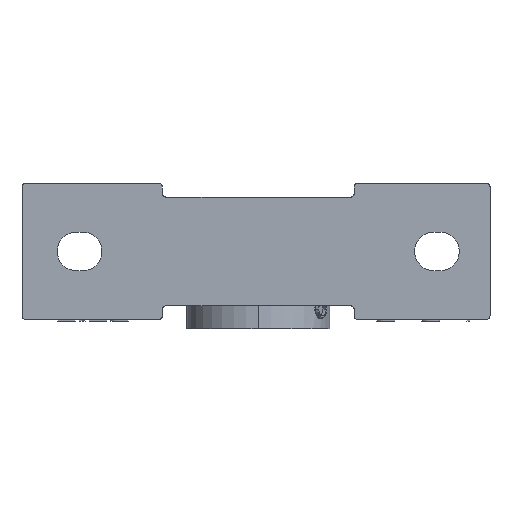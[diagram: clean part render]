
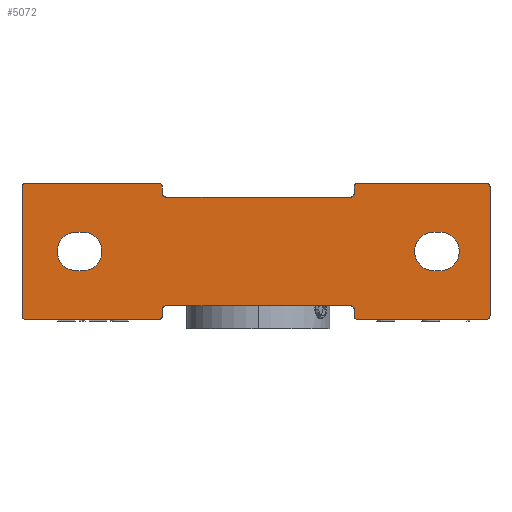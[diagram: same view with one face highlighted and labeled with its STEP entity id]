
A CAD part, front view. The second image highlights one B-rep face of the part: STEP entity #5072.
In plain terms, the highlighted planar face has unit normal (0, -1, 0).
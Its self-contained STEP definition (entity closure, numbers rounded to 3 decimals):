
#457=CARTESIAN_POINT('',(47.572,0.,29.778));
#458=DIRECTION('',(0.,1.,0.));
#459=DIRECTION('',(1.,0.,0.));
#460=AXIS2_PLACEMENT_3D('',#457,#458,#459);
#473=DIRECTION('',(1.,0.,0.));
#474=VECTOR('',#473,3.);
#475=CARTESIAN_POINT('',(-93.5,0.,-10.));
#476=LINE('',#475,#474);
#477=CARTESIAN_POINT('',(-90.5,0.,0.));
#478=DIRECTION('',(0.,-1.,0.));
#479=DIRECTION('',(0.,0.,-1.));
#480=AXIS2_PLACEMENT_3D('',#477,#478,#479);
#482=DIRECTION('',(-1.,0.,0.));
#483=VECTOR('',#482,3.);
#484=CARTESIAN_POINT('',(-90.5,0.,10.));
#485=LINE('',#484,#483);
#486=CARTESIAN_POINT('',(-93.5,0.,0.));
#487=DIRECTION('',(0.,-1.,0.));
#488=DIRECTION('',(0.,0.,1.));
#489=AXIS2_PLACEMENT_3D('',#486,#487,#488);
#491=CARTESIAN_POINT('',(93.5,0.,0.));
#492=DIRECTION('',(0.,-1.,0.));
#493=DIRECTION('',(0.,0.,-1.));
#494=AXIS2_PLACEMENT_3D('',#491,#492,#493);
#496=DIRECTION('',(-1.,0.,0.));
#497=VECTOR('',#496,3.);
#498=CARTESIAN_POINT('',(93.5,0.,10.));
#499=LINE('',#498,#497);
#500=CARTESIAN_POINT('',(90.5,0.,0.));
#501=DIRECTION('',(0.,-1.,0.));
#502=DIRECTION('',(0.,0.,1.));
#503=AXIS2_PLACEMENT_3D('',#500,#501,#502);
#505=DIRECTION('',(1.,0.,0.));
#506=VECTOR('',#505,3.);
#507=CARTESIAN_POINT('',(90.5,0.,-10.));
#508=LINE('',#507,#506);
#509=CARTESIAN_POINT('',(-51.128,0.,33.222));
#510=DIRECTION('',(0.,-1.,0.));
#511=DIRECTION('',(1.,0.,0.));
#512=AXIS2_PLACEMENT_3D('',#509,#510,#511);
#514=DIRECTION('',(0.,0.,-1.));
#515=VECTOR('',#514,3.444);
#516=CARTESIAN_POINT('',(-49.35,0.,33.222));
#517=LINE('',#516,#515);
#518=DIRECTION('',(1.,0.,0.));
#519=VECTOR('',#518,95.144);
#520=CARTESIAN_POINT('',(-47.572,0.,28.));
#521=LINE('',#520,#519);
#522=DIRECTION('',(0.,0.,1.));
#523=VECTOR('',#522,3.444);
#524=CARTESIAN_POINT('',(49.35,0.,29.778));
#525=LINE('',#524,#523);
#526=CARTESIAN_POINT('',(51.128,0.,33.222));
#527=DIRECTION('',(0.,-1.,0.));
#528=DIRECTION('',(0.,0.,1.));
#529=AXIS2_PLACEMENT_3D('',#526,#527,#528);
#531=DIRECTION('',(1.,0.,0.));
#532=VECTOR('',#531,66.444);
#533=CARTESIAN_POINT('',(51.128,0.,35.));
#534=LINE('',#533,#532);
#535=CARTESIAN_POINT('',(117.572,0.,33.222));
#536=DIRECTION('',(0.,-1.,0.));
#537=DIRECTION('',(1.,0.,0.));
#538=AXIS2_PLACEMENT_3D('',#535,#536,#537);
#540=DIRECTION('',(0.,0.,-1.));
#541=VECTOR('',#540,66.444);
#542=CARTESIAN_POINT('',(119.35,0.,33.222));
#543=LINE('',#542,#541);
#544=CARTESIAN_POINT('',(117.572,0.,-33.222));
#545=DIRECTION('',(0.,-1.,0.));
#546=DIRECTION('',(0.,0.,-1.));
#547=AXIS2_PLACEMENT_3D('',#544,#545,#546);
#549=DIRECTION('',(-1.,0.,0.));
#550=VECTOR('',#549,66.444);
#551=CARTESIAN_POINT('',(117.572,0.,-35.));
#552=LINE('',#551,#550);
#553=CARTESIAN_POINT('',(51.128,0.,-33.222));
#554=DIRECTION('',(0.,-1.,0.));
#555=DIRECTION('',(-1.,0.,0.));
#556=AXIS2_PLACEMENT_3D('',#553,#554,#555);
#558=DIRECTION('',(0.,0.,1.));
#559=VECTOR('',#558,3.444);
#560=CARTESIAN_POINT('',(49.35,0.,-33.222));
#561=LINE('',#560,#559);
#562=DIRECTION('',(-1.,0.,0.));
#563=VECTOR('',#562,95.144);
#564=CARTESIAN_POINT('',(47.572,0.,-28.));
#565=LINE('',#564,#563);
#566=DIRECTION('',(0.,0.,-1.));
#567=VECTOR('',#566,3.444);
#568=CARTESIAN_POINT('',(-49.35,0.,-29.778));
#569=LINE('',#568,#567);
#570=CARTESIAN_POINT('',(-51.128,0.,-33.222));
#571=DIRECTION('',(0.,-1.,0.));
#572=DIRECTION('',(0.,0.,-1.));
#573=AXIS2_PLACEMENT_3D('',#570,#571,#572);
#575=DIRECTION('',(-1.,0.,0.));
#576=VECTOR('',#575,68.744);
#577=CARTESIAN_POINT('',(-51.128,0.,-35.));
#578=LINE('',#577,#576);
#579=CARTESIAN_POINT('',(-119.872,0.,-33.222));
#580=DIRECTION('',(0.,-1.,0.));
#581=DIRECTION('',(-1.,0.,0.));
#582=AXIS2_PLACEMENT_3D('',#579,#580,#581);
#584=DIRECTION('',(0.,0.,1.));
#585=VECTOR('',#584,66.444);
#586=CARTESIAN_POINT('',(-121.65,0.,-33.222));
#587=LINE('',#586,#585);
#588=CARTESIAN_POINT('',(-119.872,0.,33.222));
#589=DIRECTION('',(0.,-1.,0.));
#590=DIRECTION('',(0.,0.,1.));
#591=AXIS2_PLACEMENT_3D('',#588,#589,#590);
#593=DIRECTION('',(1.,0.,0.));
#594=VECTOR('',#593,68.744);
#595=CARTESIAN_POINT('',(-119.872,0.,35.));
#596=LINE('',#595,#594);
#1147=CARTESIAN_POINT('',(47.572,0.,-29.778));
#1148=DIRECTION('',(0.,1.,0.));
#1149=DIRECTION('',(0.,0.,1.));
#1150=AXIS2_PLACEMENT_3D('',#1147,#1148,#1149);
#1228=CARTESIAN_POINT('',(-47.572,0.,-29.778));
#1229=DIRECTION('',(0.,1.,0.));
#1230=DIRECTION('',(-1.,0.,0.));
#1231=AXIS2_PLACEMENT_3D('',#1228,#1229,#1230);
#1344=CARTESIAN_POINT('',(-47.572,0.,29.778));
#1345=DIRECTION('',(0.,1.,0.));
#1346=DIRECTION('',(0.,0.,-1.));
#1347=AXIS2_PLACEMENT_3D('',#1344,#1345,#1346);
#3656=CARTESIAN_POINT('',(-93.5,0.,-10.));
#3657=CARTESIAN_POINT('',(-90.5,0.,-10.));
#3658=VERTEX_POINT('',#3656);
#3659=VERTEX_POINT('',#3657);
#3660=CARTESIAN_POINT('',(-90.5,0.,10.));
#3661=VERTEX_POINT('',#3660);
#3662=CARTESIAN_POINT('',(-93.5,0.,10.));
#3663=VERTEX_POINT('',#3662);
#3664=CARTESIAN_POINT('',(93.5,0.,-10.));
#3665=CARTESIAN_POINT('',(93.5,0.,10.));
#3666=VERTEX_POINT('',#3664);
#3667=VERTEX_POINT('',#3665);
#3668=CARTESIAN_POINT('',(90.5,0.,10.));
#3669=VERTEX_POINT('',#3668);
#3670=CARTESIAN_POINT('',(90.5,0.,-10.));
#3671=VERTEX_POINT('',#3670);
#3704=CARTESIAN_POINT('',(47.572,0.,-28.));
#3706=VERTEX_POINT('',#3704);
#3708=CARTESIAN_POINT('',(-47.572,0.,-28.));
#3710=VERTEX_POINT('',#3708);
#3712=CARTESIAN_POINT('',(47.572,0.,28.));
#3714=VERTEX_POINT('',#3712);
#3716=CARTESIAN_POINT('',(-47.572,0.,28.));
#3718=VERTEX_POINT('',#3716);
#3720=CARTESIAN_POINT('',(49.35,0.,-29.778));
#3721=VERTEX_POINT('',#3720);
#3722=CARTESIAN_POINT('',(-49.35,0.,-29.778));
#3723=VERTEX_POINT('',#3722);
#3724=CARTESIAN_POINT('',(49.35,0.,29.778));
#3725=VERTEX_POINT('',#3724);
#3726=CARTESIAN_POINT('',(-49.35,0.,33.222));
#3727=CARTESIAN_POINT('',(-51.128,0.,35.));
#3728=VERTEX_POINT('',#3726);
#3729=VERTEX_POINT('',#3727);
#3730=CARTESIAN_POINT('',(51.128,0.,35.));
#3731=CARTESIAN_POINT('',(49.35,0.,33.222));
#3732=VERTEX_POINT('',#3730);
#3733=VERTEX_POINT('',#3731);
#3734=CARTESIAN_POINT('',(119.35,0.,33.222));
#3735=CARTESIAN_POINT('',(117.572,0.,35.));
#3736=VERTEX_POINT('',#3734);
#3737=VERTEX_POINT('',#3735);
#3738=CARTESIAN_POINT('',(117.572,0.,-35.));
#3739=CARTESIAN_POINT('',(119.35,0.,-33.222));
#3740=VERTEX_POINT('',#3738);
#3741=VERTEX_POINT('',#3739);
#3742=CARTESIAN_POINT('',(-119.872,0.,35.));
#3743=CARTESIAN_POINT('',(-121.65,0.,33.222));
#3744=VERTEX_POINT('',#3742);
#3745=VERTEX_POINT('',#3743);
#3746=CARTESIAN_POINT('',(-121.65,0.,-33.222));
#3747=CARTESIAN_POINT('',(-119.872,0.,-35.));
#3748=VERTEX_POINT('',#3746);
#3749=VERTEX_POINT('',#3747);
#3750=CARTESIAN_POINT('',(-51.128,0.,-35.));
#3751=CARTESIAN_POINT('',(-49.35,0.,-33.222));
#3752=VERTEX_POINT('',#3750);
#3753=VERTEX_POINT('',#3751);
#3754=CARTESIAN_POINT('',(49.35,0.,-33.222));
#3755=CARTESIAN_POINT('',(51.128,0.,-35.));
#3756=VERTEX_POINT('',#3754);
#3757=VERTEX_POINT('',#3755);
#3758=CARTESIAN_POINT('',(-49.35,0.,29.778));
#3759=VERTEX_POINT('',#3758);
#5005=CARTESIAN_POINT('',(0.,0.,0.));
#5006=DIRECTION('',(0.,1.,0.));
#5007=DIRECTION('',(1.,0.,0.));
#5008=AXIS2_PLACEMENT_3D('',#5005,#5006,#5007);
#5009=PLANE('',#5008);
#5011=ORIENTED_EDGE('',*,*,#5010,.F.);
#5013=ORIENTED_EDGE('',*,*,#5012,.T.);
#5015=ORIENTED_EDGE('',*,*,#5014,.F.);
#5017=ORIENTED_EDGE('',*,*,#5016,.T.);
#5018=ORIENTED_EDGE('',*,*,#4992,.F.);
#5019=ORIENTED_EDGE('',*,*,#4981,.T.);
#5020=ORIENTED_EDGE('',*,*,#4966,.F.);
#5021=ORIENTED_EDGE('',*,*,#4951,.T.);
#5022=ORIENTED_EDGE('',*,*,#4936,.F.);
#5023=ORIENTED_EDGE('',*,*,#4921,.T.);
#5024=ORIENTED_EDGE('',*,*,#4906,.F.);
#5025=ORIENTED_EDGE('',*,*,#4676,.T.);
#5027=ORIENTED_EDGE('',*,*,#5026,.F.);
#5029=ORIENTED_EDGE('',*,*,#5028,.T.);
#5031=ORIENTED_EDGE('',*,*,#5030,.F.);
#5033=ORIENTED_EDGE('',*,*,#5032,.T.);
#5035=ORIENTED_EDGE('',*,*,#5034,.F.);
#5037=ORIENTED_EDGE('',*,*,#5036,.T.);
#5039=ORIENTED_EDGE('',*,*,#5038,.F.);
#5041=ORIENTED_EDGE('',*,*,#5040,.T.);
#5043=ORIENTED_EDGE('',*,*,#5042,.F.);
#5045=ORIENTED_EDGE('',*,*,#5044,.T.);
#5047=ORIENTED_EDGE('',*,*,#5046,.F.);
#5049=ORIENTED_EDGE('',*,*,#5048,.T.);
#5050=EDGE_LOOP('',(#5011,#5013,#5015,#5017,#5018,#5019,#5020,#5021,#5022,#5023,
#5024,#5025,#5027,#5029,#5031,#5033,#5035,#5037,#5039,#5041,#5043,#5045,#5047,
#5049));
#5051=FACE_OUTER_BOUND('',#5050,.F.);
#5053=ORIENTED_EDGE('',*,*,#5052,.T.);
#5055=ORIENTED_EDGE('',*,*,#5054,.T.);
#5057=ORIENTED_EDGE('',*,*,#5056,.T.);
#5059=ORIENTED_EDGE('',*,*,#5058,.T.);
#5060=EDGE_LOOP('',(#5053,#5055,#5057,#5059));
#5061=FACE_BOUND('',#5060,.F.);
#5063=ORIENTED_EDGE('',*,*,#5062,.T.);
#5065=ORIENTED_EDGE('',*,*,#5064,.T.);
#5067=ORIENTED_EDGE('',*,*,#5066,.T.);
#5069=ORIENTED_EDGE('',*,*,#5068,.T.);
#5070=EDGE_LOOP('',(#5063,#5065,#5067,#5069));
#5071=FACE_BOUND('',#5070,.F.);
#5072=ADVANCED_FACE('',(#5051,#5061,#5071),#5009,.F.);
#461=CIRCLE('',#460,1.778);
#481=CIRCLE('',#480,10.);
#490=CIRCLE('',#489,10.);
#495=CIRCLE('',#494,10.);
#504=CIRCLE('',#503,10.);
#513=CIRCLE('',#512,1.778);
#530=CIRCLE('',#529,1.778);
#539=CIRCLE('',#538,1.778);
#548=CIRCLE('',#547,1.778);
#557=CIRCLE('',#556,1.778);
#574=CIRCLE('',#573,1.778);
#583=CIRCLE('',#582,1.778);
#592=CIRCLE('',#591,1.778);
#1151=CIRCLE('',#1150,1.778);
#1232=CIRCLE('',#1231,1.778);
#1348=CIRCLE('',#1347,1.778);
#4676=EDGE_CURVE('',#3740,#3757,#552,.T.);
#4906=EDGE_CURVE('',#3740,#3741,#548,.T.);
#4921=EDGE_CURVE('',#3736,#3741,#543,.T.);
#4936=EDGE_CURVE('',#3736,#3737,#539,.T.);
#4951=EDGE_CURVE('',#3732,#3737,#534,.T.);
#4966=EDGE_CURVE('',#3732,#3733,#530,.T.);
#4981=EDGE_CURVE('',#3725,#3733,#525,.T.);
#4992=EDGE_CURVE('',#3725,#3714,#461,.T.);
#5010=EDGE_CURVE('',#3728,#3729,#513,.T.);
#5012=EDGE_CURVE('',#3728,#3759,#517,.T.);
#5014=EDGE_CURVE('',#3718,#3759,#1348,.T.);
#5016=EDGE_CURVE('',#3718,#3714,#521,.T.);
#5026=EDGE_CURVE('',#3756,#3757,#557,.T.);
#5028=EDGE_CURVE('',#3756,#3721,#561,.T.);
#5030=EDGE_CURVE('',#3706,#3721,#1151,.T.);
#5032=EDGE_CURVE('',#3706,#3710,#565,.T.);
#5034=EDGE_CURVE('',#3723,#3710,#1232,.T.);
#5036=EDGE_CURVE('',#3723,#3753,#569,.T.);
#5038=EDGE_CURVE('',#3752,#3753,#574,.T.);
#5040=EDGE_CURVE('',#3752,#3749,#578,.T.);
#5042=EDGE_CURVE('',#3748,#3749,#583,.T.);
#5044=EDGE_CURVE('',#3748,#3745,#587,.T.);
#5046=EDGE_CURVE('',#3744,#3745,#592,.T.);
#5048=EDGE_CURVE('',#3744,#3729,#596,.T.);
#5052=EDGE_CURVE('',#3666,#3667,#495,.T.);
#5054=EDGE_CURVE('',#3667,#3669,#499,.T.);
#5056=EDGE_CURVE('',#3669,#3671,#504,.T.);
#5058=EDGE_CURVE('',#3671,#3666,#508,.T.);
#5062=EDGE_CURVE('',#3658,#3659,#476,.T.);
#5064=EDGE_CURVE('',#3659,#3661,#481,.T.);
#5066=EDGE_CURVE('',#3661,#3663,#485,.T.);
#5068=EDGE_CURVE('',#3663,#3658,#490,.T.);
